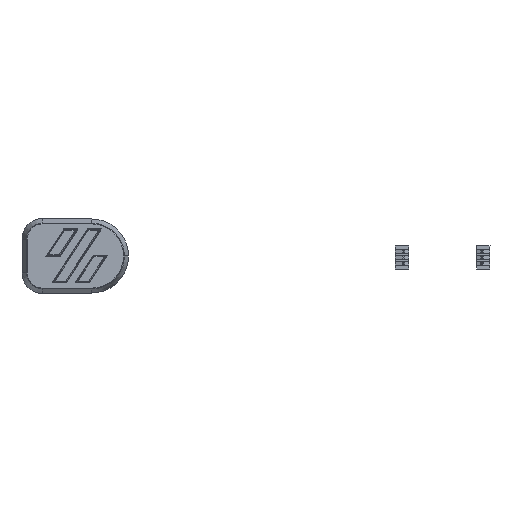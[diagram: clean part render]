
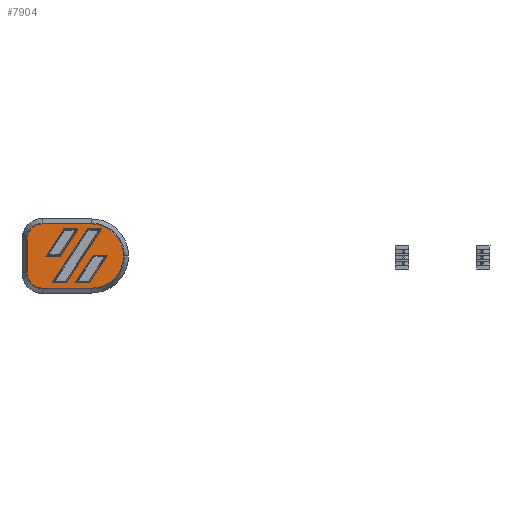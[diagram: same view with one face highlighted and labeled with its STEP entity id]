
A CAD part, front view. The second image highlights one B-rep face of the part: STEP entity #7904.
In plain terms, the highlighted planar face has unit normal (0, -1, 0).
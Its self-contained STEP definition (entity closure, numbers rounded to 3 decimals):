
#62=FACE_BOUND('',#1223,.T.);
#63=FACE_BOUND('',#1224,.T.);
#64=FACE_BOUND('',#1225,.T.);
#444=CIRCLE('',#8538,13.684);
#465=CIRCLE('',#8610,13.684);
#466=CIRCLE('',#8611,6.5);
#467=CIRCLE('',#8612,6.5);
#791=FACE_OUTER_BOUND('',#1222,.T.);
#1222=EDGE_LOOP('',(#6491,#6492,#6493,#6494,#6495,#6496,#6497));
#1223=EDGE_LOOP('',(#6498,#6499,#6500,#6501));
#1224=EDGE_LOOP('',(#6502,#6503,#6504,#6505));
#1225=EDGE_LOOP('',(#6506,#6507,#6508,#6509));
#1917=LINE('',#12399,#2823);
#2008=LINE('',#12628,#2914);
#2011=LINE('',#12636,#2917);
#2015=LINE('',#12643,#2921);
#2018=LINE('',#12651,#2924);
#2022=LINE('',#12658,#2928);
#2023=LINE('',#12663,#2929);
#2024=LINE('',#12667,#2930);
#2025=LINE('',#12670,#2931);
#2026=LINE('',#12672,#2932);
#2027=LINE('',#12673,#2933);
#2028=LINE('',#12675,#2934);
#2029=LINE('',#12676,#2935);
#2030=LINE('',#12678,#2936);
#2031=LINE('',#12679,#2937);
#2823=VECTOR('',#10195,10.);
#2914=VECTOR('',#10416,10.);
#2917=VECTOR('',#10421,10.);
#2921=VECTOR('',#10427,10.);
#2924=VECTOR('',#10432,10.);
#2928=VECTOR('',#10438,10.);
#2929=VECTOR('',#10443,10.);
#2930=VECTOR('',#10446,10.);
#2931=VECTOR('',#10449,10.);
#2932=VECTOR('',#10450,10.);
#2933=VECTOR('',#10451,10.);
#2934=VECTOR('',#10452,10.);
#2935=VECTOR('',#10453,10.);
#2936=VECTOR('',#10454,10.);
#2937=VECTOR('',#10455,10.);
#3599=VERTEX_POINT('',#12387);
#3600=VERTEX_POINT('',#12389);
#3601=VERTEX_POINT('',#12396);
#3602=VERTEX_POINT('',#12398);
#3675=VERTEX_POINT('',#12626);
#3678=VERTEX_POINT('',#12633);
#3679=VERTEX_POINT('',#12635);
#3681=VERTEX_POINT('',#12641);
#3684=VERTEX_POINT('',#12648);
#3685=VERTEX_POINT('',#12650);
#3687=VERTEX_POINT('',#12656);
#3688=VERTEX_POINT('',#12660);
#3689=VERTEX_POINT('',#12662);
#3690=VERTEX_POINT('',#12664);
#3691=VERTEX_POINT('',#12666);
#3692=VERTEX_POINT('',#12668);
#3693=VERTEX_POINT('',#12671);
#3694=VERTEX_POINT('',#12674);
#3695=VERTEX_POINT('',#12677);
#4520=EDGE_CURVE('',#3599,#3600,#444,.T.);
#4523=EDGE_CURVE('',#3601,#3602,#1917,.T.);
#4638=EDGE_CURVE('',#3675,#3601,#2008,.T.);
#4641=EDGE_CURVE('',#3678,#3679,#2011,.T.);
#4645=EDGE_CURVE('',#3681,#3678,#2015,.T.);
#4648=EDGE_CURVE('',#3684,#3685,#2018,.T.);
#4652=EDGE_CURVE('',#3687,#3684,#2022,.T.);
#4653=EDGE_CURVE('',#3600,#3688,#465,.T.);
#4654=EDGE_CURVE('',#3689,#3599,#2023,.T.);
#4655=EDGE_CURVE('',#3690,#3689,#466,.T.);
#4656=EDGE_CURVE('',#3691,#3690,#2024,.T.);
#4657=EDGE_CURVE('',#3692,#3691,#467,.T.);
#4658=EDGE_CURVE('',#3688,#3692,#2025,.T.);
#4659=EDGE_CURVE('',#3693,#3675,#2026,.T.);
#4660=EDGE_CURVE('',#3602,#3693,#2027,.T.);
#4661=EDGE_CURVE('',#3694,#3681,#2028,.T.);
#4662=EDGE_CURVE('',#3679,#3694,#2029,.T.);
#4663=EDGE_CURVE('',#3695,#3687,#2030,.T.);
#4664=EDGE_CURVE('',#3685,#3695,#2031,.T.);
#6491=ORIENTED_EDGE('',*,*,#4653,.F.);
#6492=ORIENTED_EDGE('',*,*,#4520,.F.);
#6493=ORIENTED_EDGE('',*,*,#4654,.F.);
#6494=ORIENTED_EDGE('',*,*,#4655,.F.);
#6495=ORIENTED_EDGE('',*,*,#4656,.F.);
#6496=ORIENTED_EDGE('',*,*,#4657,.F.);
#6497=ORIENTED_EDGE('',*,*,#4658,.F.);
#6498=ORIENTED_EDGE('',*,*,#4638,.F.);
#6499=ORIENTED_EDGE('',*,*,#4659,.F.);
#6500=ORIENTED_EDGE('',*,*,#4660,.F.);
#6501=ORIENTED_EDGE('',*,*,#4523,.F.);
#6502=ORIENTED_EDGE('',*,*,#4661,.F.);
#6503=ORIENTED_EDGE('',*,*,#4662,.F.);
#6504=ORIENTED_EDGE('',*,*,#4641,.F.);
#6505=ORIENTED_EDGE('',*,*,#4645,.F.);
#6506=ORIENTED_EDGE('',*,*,#4652,.F.);
#6507=ORIENTED_EDGE('',*,*,#4663,.F.);
#6508=ORIENTED_EDGE('',*,*,#4664,.F.);
#6509=ORIENTED_EDGE('',*,*,#4648,.F.);
#7265=PLANE('',#8609);
#7904=ADVANCED_FACE('',(#791,#62,#63,#64),#7265,.T.);
#8538=AXIS2_PLACEMENT_3D('',#12390,#10190,#10191);
#8609=AXIS2_PLACEMENT_3D('',#12659,#10439,#10440);
#8610=AXIS2_PLACEMENT_3D('',#12661,#10441,#10442);
#8611=AXIS2_PLACEMENT_3D('',#12665,#10444,#10445);
#8612=AXIS2_PLACEMENT_3D('',#12669,#10447,#10448);
#10190=DIRECTION('center_axis',(0.,1.,0.));
#10191=DIRECTION('ref_axis',(1.,0.,0.001));
#10195=DIRECTION('',(-1.,0.,0.));
#10416=DIRECTION('',(0.545,0.,0.839));
#10421=DIRECTION('',(1.,0.,0.));
#10427=DIRECTION('',(-0.545,0.,-0.839));
#10432=DIRECTION('',(-0.545,0.,-0.839));
#10438=DIRECTION('',(-1.,0.,0.));
#10439=DIRECTION('center_axis',(0.,-1.,0.));
#10440=DIRECTION('ref_axis',(-1.,0.,0.));
#10441=DIRECTION('center_axis',(0.,1.,0.));
#10442=DIRECTION('ref_axis',(1.,0.,0.));
#10443=DIRECTION('',(1.,0.,0.001));
#10444=DIRECTION('center_axis',(0.,1.,0.));
#10445=DIRECTION('ref_axis',(-0.707,0.,0.707));
#10446=DIRECTION('',(0.,0.,1.));
#10447=DIRECTION('center_axis',(0.,1.,0.));
#10448=DIRECTION('ref_axis',(-0.707,0.,-0.707));
#10449=DIRECTION('',(-1.,0.,0.));
#10450=DIRECTION('',(1.,0.,0.));
#10451=DIRECTION('',(-0.545,0.,-0.839));
#10452=DIRECTION('',(-1.,0.,0.));
#10453=DIRECTION('',(0.545,0.,0.839));
#10454=DIRECTION('',(0.545,0.,0.839));
#10455=DIRECTION('',(1.,0.,0.));
#12387=CARTESIAN_POINT('',(-55.865,-130.511,-144.813));
#12389=CARTESIAN_POINT('',(-42.173,-130.511,-158.501));
#12390=CARTESIAN_POINT('Origin',(-55.857,-130.511,-158.497));
#12396=CARTESIAN_POINT('',(-49.116,-130.511,-158.197));
#12398=CARTESIAN_POINT('',(-55.212,-130.511,-158.197));
#12399=CARTESIAN_POINT('',(-56.04,-130.511,-158.197));
#12626=CARTESIAN_POINT('',(-56.714,-130.511,-169.897));
#12628=CARTESIAN_POINT('',(-54.914,-130.511,-167.125));
#12633=CARTESIAN_POINT('',(-72.626,-130.511,-169.897));
#12635=CARTESIAN_POINT('',(-66.53,-130.511,-169.897));
#12636=CARTESIAN_POINT('',(-67.335,-130.511,-169.897));
#12641=CARTESIAN_POINT('',(-57.755,-130.511,-146.997));
#12643=CARTESIAN_POINT('',(-61.104,-130.511,-152.155));
#12648=CARTESIAN_POINT('',(-67.717,-130.511,-146.997));
#12650=CARTESIAN_POINT('',(-75.315,-130.511,-158.697));
#12651=CARTESIAN_POINT('',(-69.589,-130.511,-149.88));
#12656=CARTESIAN_POINT('',(-61.62,-130.511,-146.997));
#12658=CARTESIAN_POINT('',(-62.292,-130.511,-146.997));
#12659=CARTESIAN_POINT('Origin',(-62.504,-130.511,-158.417));
#12660=CARTESIAN_POINT('',(-55.857,-130.511,-172.195));
#12661=CARTESIAN_POINT('Origin',(-55.857,-130.511,-158.512));
#12662=CARTESIAN_POINT('',(-76.869,-130.511,-144.825));
#12663=CARTESIAN_POINT('',(-66.758,-130.511,-144.819));
#12664=CARTESIAN_POINT('',(-83.233,-130.511,-151.325));
#12665=CARTESIAN_POINT('Origin',(-76.733,-130.511,-151.323));
#12666=CARTESIAN_POINT('',(-83.229,-130.511,-165.699));
#12667=CARTESIAN_POINT('',(-83.231,-130.511,-158.44));
#12668=CARTESIAN_POINT('',(-76.862,-130.511,-172.195));
#12669=CARTESIAN_POINT('Origin',(-76.729,-130.511,-165.697));
#12670=CARTESIAN_POINT('',(-66.75,-130.511,-172.195));
#12671=CARTESIAN_POINT('',(-62.81,-130.511,-169.897));
#12672=CARTESIAN_POINT('',(-62.427,-130.511,-169.897));
#12673=CARTESIAN_POINT('',(-56.381,-130.511,-159.996));
#12674=CARTESIAN_POINT('',(-51.659,-130.511,-146.997));
#12675=CARTESIAN_POINT('',(-57.311,-130.511,-146.997));
#12676=CARTESIAN_POINT('',(-63.274,-130.511,-164.883));
#12677=CARTESIAN_POINT('',(-69.219,-130.511,-158.697));
#12678=CARTESIAN_POINT('',(-68.122,-130.511,-157.008));
#12679=CARTESIAN_POINT('',(-68.679,-130.511,-158.697));
